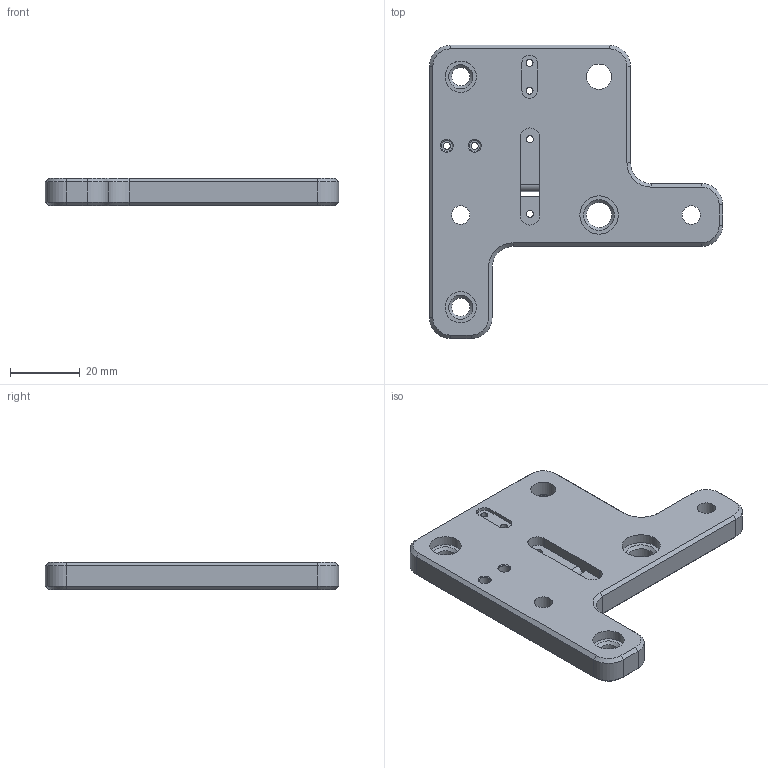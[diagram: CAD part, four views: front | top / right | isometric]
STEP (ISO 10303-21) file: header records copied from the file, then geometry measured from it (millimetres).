
FILE_DESCRIPTION(/* description */ (''),/* implementation_level */ '2;1');
FILE_NAME(/* name */ 'Carriage.step',/* time_stamp */ '2022-10-18T09:40:53-05:00',/* author */ (''),/* organization */ (''),/* preprocessor_version */ 'ST-DEVELOPER v19',/* originating_system */ 'Autodesk Translation Framework v11.7.0.108',/* authorisation */ '');
FILE_SCHEMA (('AUTOMOTIVE_DESIGN { 1 0 10303 214 3 1 1 }'));
Length unit declared in the file: millimetre
Products named in the file (1): Carriage
Bounding box: 84.17 x 84.17 x 8 mm (x, y, z)
Volume: 30706.5 mm3; surface area: 11932.9 mm2
Topology: 1 solids, 1 shells, 118 faces, 265 edges, 163 vertices
Faces by surface type: plane 50, cylinder 38, cone 30
Full cylindrical faces by diameter (mm): 2 x6, 3.2 x4, 5.3 x4, 7.24 x2, 9 x4, 11 x2
Entity records: 3357 total; most frequent: DIRECTION 614, CARTESIAN_POINT 547, ORIENTED_EDGE 530, EDGE_CURVE 265, AXIS2_PLACEMENT_3D 230, VERTEX_POINT 163, EDGE_LOOP 158, LINE 154
